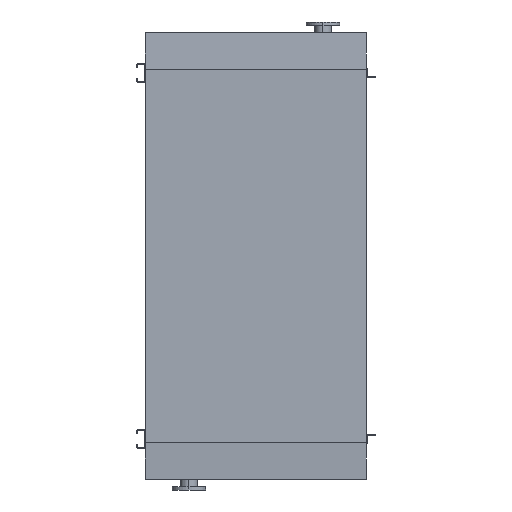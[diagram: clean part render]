
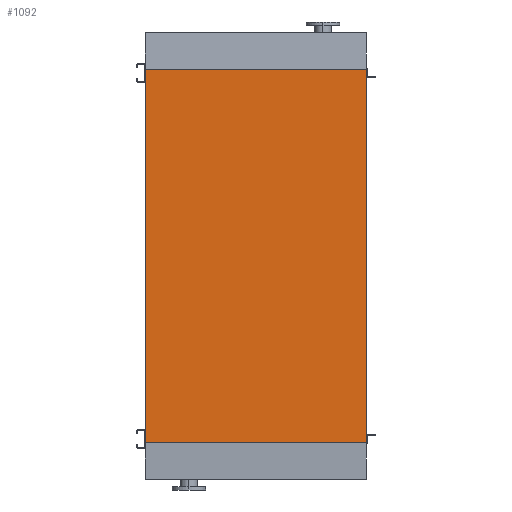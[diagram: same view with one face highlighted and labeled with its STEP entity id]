
A CAD part, front view. The second image highlights one B-rep face of the part: STEP entity #1092.
In plain terms, the highlighted planar face has unit normal (0, -1, 0).
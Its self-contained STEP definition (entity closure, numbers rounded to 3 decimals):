
#88 = LINE ( 'NONE', #3218, #4028 ) ;
#156 = CARTESIAN_POINT ( 'NONE',  ( 725., 0., -2450. ) ) ;
#354 = DIRECTION ( 'NONE',  ( 0., 0., -1. ) ) ;
#900 = VECTOR ( 'NONE', #8352, 1000. ) ;
#1075 = PLANE ( 'NONE',  #4270 ) ;
#1092 = ADVANCED_FACE ( 'NONE', ( #5739 ), #1075, .T. ) ;
#1218 = DIRECTION ( 'NONE',  ( 1., 0., 0. ) ) ;
#2207 = VECTOR ( 'NONE', #2669, 1000. ) ;
#2256 = VERTEX_POINT ( 'NONE', #3405 ) ;
#2669 = DIRECTION ( 'NONE',  ( 0., 0., 1. ) ) ;
#3218 = CARTESIAN_POINT ( 'NONE',  ( -725., 0., -2450. ) ) ;
#3268 = VERTEX_POINT ( 'NONE', #3441 ) ;
#3405 = CARTESIAN_POINT ( 'NONE',  ( 725., 0., 0. ) ) ;
#3441 = CARTESIAN_POINT ( 'NONE',  ( -725., 0., 0. ) ) ;
#3866 = VERTEX_POINT ( 'NONE', #6921 ) ;
#4028 = VECTOR ( 'NONE', #10044, 1000. ) ;
#4270 = AXIS2_PLACEMENT_3D ( 'NONE', #8151, #8823, #354 ) ;
#4496 = CARTESIAN_POINT ( 'NONE',  ( -725., 0., 0. ) ) ;
#5619 = ORIENTED_EDGE ( 'NONE', *, *, #8235, .T. ) ;
#5645 = ORIENTED_EDGE ( 'NONE', *, *, #5687, .F. ) ;
#5687 = EDGE_CURVE ( 'NONE', #3268, #2256, #8191, .T. ) ;
#5739 = FACE_OUTER_BOUND ( 'NONE', #8556, .T. ) ;
#6007 = EDGE_CURVE ( 'NONE', #7387, #2256, #8877, .T. ) ;
#6403 = CARTESIAN_POINT ( 'NONE',  ( 725., 0., -2450. ) ) ;
#6628 = EDGE_CURVE ( 'NONE', #3866, #3268, #9068, .T. ) ;
#6921 = CARTESIAN_POINT ( 'NONE',  ( -725., 0., -2450. ) ) ;
#7149 = ORIENTED_EDGE ( 'NONE', *, *, #6628, .F. ) ;
#7387 = VERTEX_POINT ( 'NONE', #156 ) ;
#8151 = CARTESIAN_POINT ( 'NONE',  ( -725., 0., -2450. ) ) ;
#8191 = LINE ( 'NONE', #4496, #9091 ) ;
#8235 = EDGE_CURVE ( 'NONE', #3866, #7387, #88, .T. ) ;
#8352 = DIRECTION ( 'NONE',  ( 0., 0., 1. ) ) ;
#8556 = EDGE_LOOP ( 'NONE', ( #5645, #7149, #5619, #10070 ) ) ;
#8823 = DIRECTION ( 'NONE',  ( 0., -1., 0. ) ) ;
#8877 = LINE ( 'NONE', #6403, #2207 ) ;
#9068 = LINE ( 'NONE', #9992, #900 ) ;
#9091 = VECTOR ( 'NONE', #1218, 1000. ) ;
#9992 = CARTESIAN_POINT ( 'NONE',  ( -725., 0., -2450. ) ) ;
#10044 = DIRECTION ( 'NONE',  ( 1., 0., 0. ) ) ;
#10070 = ORIENTED_EDGE ( 'NONE', *, *, #6007, .T. ) ;
